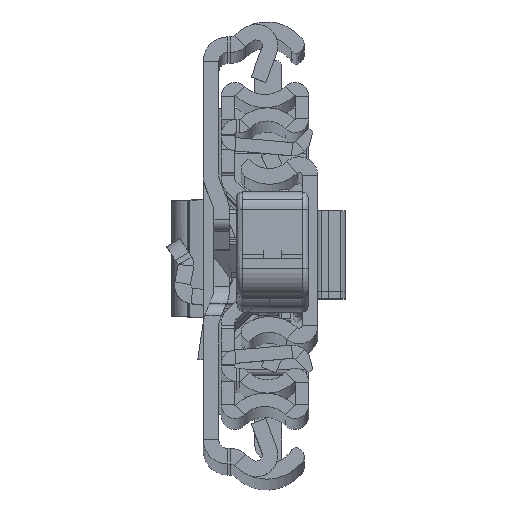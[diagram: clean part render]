
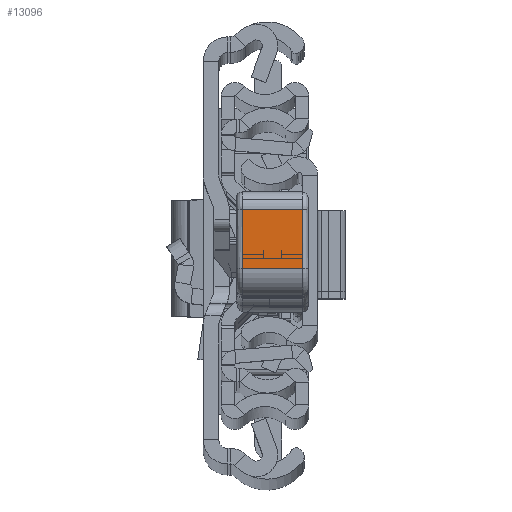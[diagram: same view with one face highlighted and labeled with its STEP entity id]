
A CAD part, top view. The second image highlights one B-rep face of the part: STEP entity #13096.
In plain terms, the highlighted face is planar.
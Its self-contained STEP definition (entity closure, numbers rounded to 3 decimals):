
#1235 = EDGE_LOOP ( 'NONE', ( #11925, #16884, #8838, #29190 ) ) ;
#1458 = VECTOR ( 'NONE', #14365, 1000. ) ;
#2287 = DIRECTION ( 'NONE',  ( -1., 0.027, 0. ) ) ;
#3781 = VERTEX_POINT ( 'NONE', #18753 ) ;
#4616 = VERTEX_POINT ( 'NONE', #30831 ) ;
#5129 = CARTESIAN_POINT ( 'NONE',  ( 39.55, -12.274, 0. ) ) ;
#5622 = EDGE_CURVE ( 'NONE', #4616, #18752, #31270, .T. ) ;
#6010 = EDGE_CURVE ( 'NONE', #3781, #4616, #13743, .T. ) ;
#6970 = EDGE_CURVE ( 'NONE', #18752, #28764, #8351, .T. ) ;
#8351 = LINE ( 'NONE', #28702, #34083 ) ;
#8838 = ORIENTED_EDGE ( 'NONE', *, *, #6010, .F. ) ;
#11056 = DIRECTION ( 'NONE',  ( 0., 0., -1. ) ) ;
#11126 = CARTESIAN_POINT ( 'NONE',  ( 39.55, -12.274, -11. ) ) ;
#11925 = ORIENTED_EDGE ( 'NONE', *, *, #6970, .F. ) ;
#13096 = ADVANCED_FACE ( 'NONE', ( #31098 ), #36911, .F. ) ;
#13743 = LINE ( 'NONE', #17184, #29084 ) ;
#13886 = CARTESIAN_POINT ( 'NONE',  ( 39.55, -12.274, 0. ) ) ;
#14365 = DIRECTION ( 'NONE',  ( -0.027, -1., 0. ) ) ;
#16422 = DIRECTION ( 'NONE',  ( 0., 0., 1. ) ) ;
#16662 = LINE ( 'NONE', #5129, #27282 ) ;
#16884 = ORIENTED_EDGE ( 'NONE', *, *, #5622, .F. ) ;
#17184 = CARTESIAN_POINT ( 'NONE',  ( 39.818, -2.465, -11. ) ) ;
#18752 = VERTEX_POINT ( 'NONE', #26516 ) ;
#18753 = CARTESIAN_POINT ( 'NONE',  ( 39.818, -2.465, 0. ) ) ;
#21981 = AXIS2_PLACEMENT_3D ( 'NONE', #11126, #2287, #37104 ) ;
#23148 = EDGE_CURVE ( 'NONE', #28764, #3781, #16662, .T. ) ;
#26516 = CARTESIAN_POINT ( 'NONE',  ( 39.55, -12.274, -10. ) ) ;
#27282 = VECTOR ( 'NONE', #28745, 1000. ) ;
#28702 = CARTESIAN_POINT ( 'NONE',  ( 39.55, -12.274, -11. ) ) ;
#28745 = DIRECTION ( 'NONE',  ( 0.027, 1., 0. ) ) ;
#28764 = VERTEX_POINT ( 'NONE', #13886 ) ;
#29084 = VECTOR ( 'NONE', #11056, 1000. ) ;
#29190 = ORIENTED_EDGE ( 'NONE', *, *, #23148, .F. ) ;
#30831 = CARTESIAN_POINT ( 'NONE',  ( 39.818, -2.465, -10. ) ) ;
#31098 = FACE_OUTER_BOUND ( 'NONE', #1235, .T. ) ;
#31270 = LINE ( 'NONE', #31650, #1458 ) ;
#31650 = CARTESIAN_POINT ( 'NONE',  ( 39.55, -12.274, -10. ) ) ;
#34083 = VECTOR ( 'NONE', #16422, 1000. ) ;
#36911 = PLANE ( 'NONE',  #21981 ) ;
#37104 = DIRECTION ( 'NONE',  ( -0.027, -1., 0. ) ) ;
